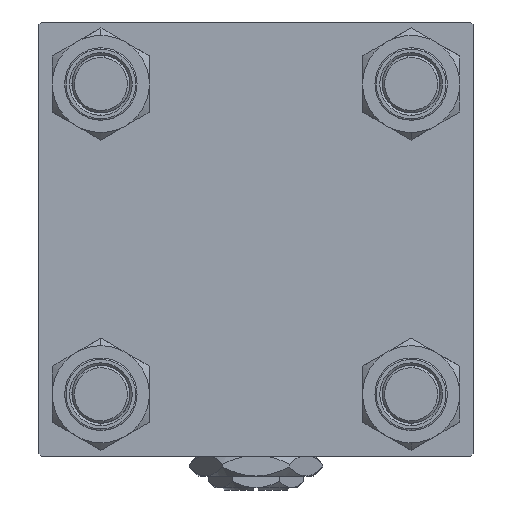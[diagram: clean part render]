
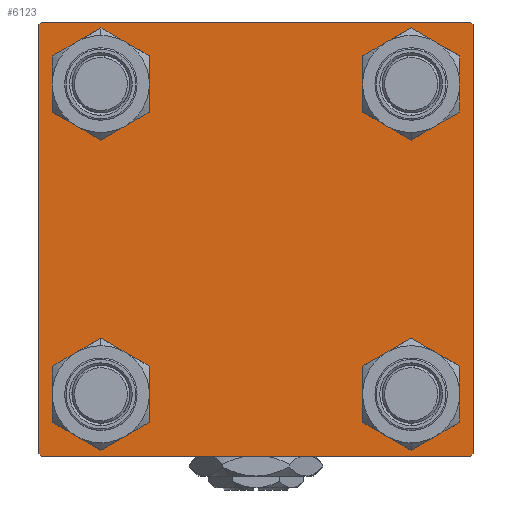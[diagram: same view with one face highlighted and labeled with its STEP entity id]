
A CAD part, left-side view. The second image highlights one B-rep face of the part: STEP entity #6123.
In plain terms, the highlighted planar face has unit normal (-1, 0, 0).
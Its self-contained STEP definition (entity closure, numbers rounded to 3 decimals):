
#375 = CARTESIAN_POINT ( 'NONE',  ( 0., 32.15, -25.65 ) ) ;
#497 = DIRECTION ( 'NONE',  ( 0., 0., 1. ) ) ;
#542 = DIRECTION ( 'NONE',  ( 1., 0., 0. ) ) ;
#695 = DIRECTION ( 'NONE',  ( 1., 0., 0. ) ) ;
#845 = VERTEX_POINT ( 'NONE', #26914 ) ;
#1084 = CIRCLE ( 'NONE', #4435, 6.5 ) ;
#1717 = CARTESIAN_POINT ( 'NONE',  ( 0., 45., -44.5 ) ) ;
#2638 = DIRECTION ( 'NONE',  ( 0., 0., 1. ) ) ;
#3313 = CARTESIAN_POINT ( 'NONE',  ( 0., 45., 45. ) ) ;
#3600 = CARTESIAN_POINT ( 'NONE',  ( 0., 32.15, 32.15 ) ) ;
#3649 = CARTESIAN_POINT ( 'NONE',  ( 0., -45., 44.5 ) ) ;
#3768 = CARTESIAN_POINT ( 'NONE',  ( 0., -32.15, -25.65 ) ) ;
#4069 = ORIENTED_EDGE ( 'NONE', *, *, #18477, .T. ) ;
#4101 = VECTOR ( 'NONE', #18151, 1000. ) ;
#4435 = AXIS2_PLACEMENT_3D ( 'NONE', #3600, #35589, #32193 ) ;
#4530 = ORIENTED_EDGE ( 'NONE', *, *, #30706, .T. ) ;
#4549 = CARTESIAN_POINT ( 'NONE',  ( 0., -45., -44.5 ) ) ;
#4576 = DIRECTION ( 'NONE',  ( 1., 0., 0. ) ) ;
#5397 = LINE ( 'NONE', #37891, #44324 ) ;
#6123 = ADVANCED_FACE ( 'NONE', ( #48829, #47342, #11438, #43417, #51531 ), #15625, .T. ) ;
#7259 = DIRECTION ( 'NONE',  ( 0., 0., -1. ) ) ;
#7264 = VERTEX_POINT ( 'NONE', #3649 ) ;
#7288 = CARTESIAN_POINT ( 'NONE',  ( 0., 45., 44.5 ) ) ;
#7307 = DIRECTION ( 'NONE',  ( 0., 0., 1. ) ) ;
#7554 = EDGE_CURVE ( 'NONE', #40320, #27254, #23511, .T. ) ;
#8108 = DIRECTION ( 'NONE',  ( 0., -1., 0. ) ) ;
#8365 = CARTESIAN_POINT ( 'NONE',  ( 0., 45., -45. ) ) ;
#8440 = VERTEX_POINT ( 'NONE', #8602 ) ;
#8602 = CARTESIAN_POINT ( 'NONE',  ( 0., -44.5, 45. ) ) ;
#8769 = AXIS2_PLACEMENT_3D ( 'NONE', #32102, #31320, #19506 ) ;
#9631 = AXIS2_PLACEMENT_3D ( 'NONE', #23105, #34908, #2638 ) ;
#9737 = DIRECTION ( 'NONE',  ( 0., 0.707, -0.707 ) ) ;
#9928 = CARTESIAN_POINT ( 'NONE',  ( 0., -32.15, 25.65 ) ) ;
#10350 = EDGE_LOOP ( 'NONE', ( #17565, #17321 ) ) ;
#10722 = DIRECTION ( 'NONE',  ( 1., 0., 0. ) ) ;
#10740 = EDGE_CURVE ( 'NONE', #45466, #40320, #17859, .T. ) ;
#10854 = ORIENTED_EDGE ( 'NONE', *, *, #7554, .T. ) ;
#11037 = EDGE_CURVE ( 'NONE', #42285, #34492, #29120, .T. ) ;
#11370 = ORIENTED_EDGE ( 'NONE', *, *, #14527, .T. ) ;
#11438 = FACE_BOUND ( 'NONE', #46609, .T. ) ;
#11552 = ORIENTED_EDGE ( 'NONE', *, *, #21984, .T. ) ;
#12353 = EDGE_LOOP ( 'NONE', ( #4530, #39744 ) ) ;
#12459 = VERTEX_POINT ( 'NONE', #28033 ) ;
#12778 = DIRECTION ( 'NONE',  ( 0., 0., 1. ) ) ;
#12959 = CARTESIAN_POINT ( 'NONE',  ( 0., -44.5, -45. ) ) ;
#13076 = CIRCLE ( 'NONE', #8769, 6.5 ) ;
#13817 = VERTEX_POINT ( 'NONE', #3768 ) ;
#14425 = VERTEX_POINT ( 'NONE', #4549 ) ;
#14527 = EDGE_CURVE ( 'NONE', #49868, #14425, #30494, .T. ) ;
#14889 = AXIS2_PLACEMENT_3D ( 'NONE', #40574, #695, #12778 ) ;
#15131 = LINE ( 'NONE', #15392, #48593 ) ;
#15144 = AXIS2_PLACEMENT_3D ( 'NONE', #31536, #542, #51431 ) ;
#15392 = CARTESIAN_POINT ( 'NONE',  ( 0., -45., 45. ) ) ;
#15625 = PLANE ( 'NONE',  #47947 ) ;
#15883 = CARTESIAN_POINT ( 'NONE',  ( 0., 0., 0. ) ) ;
#16243 = LINE ( 'NONE', #8365, #26823 ) ;
#16864 = VERTEX_POINT ( 'NONE', #40541 ) ;
#16920 = ORIENTED_EDGE ( 'NONE', *, *, #17481, .T. ) ;
#17160 = CARTESIAN_POINT ( 'NONE',  ( 0., 32.15, -32.15 ) ) ;
#17321 = ORIENTED_EDGE ( 'NONE', *, *, #26354, .T. ) ;
#17481 = EDGE_CURVE ( 'NONE', #16864, #49868, #16243, .T. ) ;
#17565 = ORIENTED_EDGE ( 'NONE', *, *, #11037, .T. ) ;
#17738 = EDGE_CURVE ( 'NONE', #7264, #14425, #15131, .T. ) ;
#17859 = LINE ( 'NONE', #25215, #18242 ) ;
#18151 = DIRECTION ( 'NONE',  ( 0., -0.707, 0.707 ) ) ;
#18242 = VECTOR ( 'NONE', #9737, 1000. ) ;
#18477 = EDGE_CURVE ( 'NONE', #21576, #845, #45308, .T. ) ;
#19113 = CARTESIAN_POINT ( 'NONE',  ( 0., 44.75, -44.75 ) ) ;
#19506 = DIRECTION ( 'NONE',  ( 0., 0., 1. ) ) ;
#20308 = EDGE_CURVE ( 'NONE', #27244, #47361, #43706, .T. ) ;
#20447 = CARTESIAN_POINT ( 'NONE',  ( 0., 32.15, -32.15 ) ) ;
#21544 = DIRECTION ( 'NONE',  ( 0., 0.707, 0.707 ) ) ;
#21576 = VERTEX_POINT ( 'NONE', #9928 ) ;
#21984 = EDGE_CURVE ( 'NONE', #47361, #27244, #43621, .T. ) ;
#22315 = CARTESIAN_POINT ( 'NONE',  ( 0., -44.75, 44.75 ) ) ;
#23037 = CIRCLE ( 'NONE', #9631, 6.5 ) ;
#23105 = CARTESIAN_POINT ( 'NONE',  ( 0., -32.15, -32.15 ) ) ;
#23511 = LINE ( 'NONE', #3313, #47036 ) ;
#24102 = ORIENTED_EDGE ( 'NONE', *, *, #20308, .T. ) ;
#24729 = CARTESIAN_POINT ( 'NONE',  ( 0., 32.15, 25.65 ) ) ;
#25215 = CARTESIAN_POINT ( 'NONE',  ( 0., 44.75, 44.75 ) ) ;
#25241 = EDGE_CURVE ( 'NONE', #27254, #16864, #30932, .T. ) ;
#26354 = EDGE_CURVE ( 'NONE', #34492, #42285, #1084, .T. ) ;
#26415 = DIRECTION ( 'NONE',  ( 0., 0., -1. ) ) ;
#26823 = VECTOR ( 'NONE', #8108, 1000. ) ;
#26914 = CARTESIAN_POINT ( 'NONE',  ( 0., -32.15, 38.65 ) ) ;
#27018 = VECTOR ( 'NONE', #35113, 1000. ) ;
#27244 = VERTEX_POINT ( 'NONE', #32963 ) ;
#27254 = VERTEX_POINT ( 'NONE', #1717 ) ;
#27734 = AXIS2_PLACEMENT_3D ( 'NONE', #17160, #4576, #27949 ) ;
#27949 = DIRECTION ( 'NONE',  ( 0., 0., 1. ) ) ;
#28033 = CARTESIAN_POINT ( 'NONE',  ( 0., -32.15, -38.65 ) ) ;
#28737 = ORIENTED_EDGE ( 'NONE', *, *, #34339, .T. ) ;
#29120 = CIRCLE ( 'NONE', #14889, 6.5 ) ;
#30048 = DIRECTION ( 'NONE',  ( 0., -1., 0. ) ) ;
#30494 = LINE ( 'NONE', #34932, #4101 ) ;
#30706 = EDGE_CURVE ( 'NONE', #13817, #12459, #23037, .T. ) ;
#30932 = LINE ( 'NONE', #19113, #27018 ) ;
#31320 = DIRECTION ( 'NONE',  ( 1., 0., 0. ) ) ;
#31536 = CARTESIAN_POINT ( 'NONE',  ( 0., -32.15, 32.15 ) ) ;
#31896 = DIRECTION ( 'NONE',  ( -1., 0., 0. ) ) ;
#32102 = CARTESIAN_POINT ( 'NONE',  ( 0., -32.15, 32.15 ) ) ;
#32193 = DIRECTION ( 'NONE',  ( 0., 0., 1. ) ) ;
#32399 = VECTOR ( 'NONE', #21544, 1000. ) ;
#32963 = CARTESIAN_POINT ( 'NONE',  ( 0., 32.15, -38.65 ) ) ;
#33098 = ORIENTED_EDGE ( 'NONE', *, *, #25241, .T. ) ;
#34339 = EDGE_CURVE ( 'NONE', #845, #21576, #13076, .T. ) ;
#34492 = VERTEX_POINT ( 'NONE', #24729 ) ;
#34849 = CARTESIAN_POINT ( 'NONE',  ( 0., -32.15, -32.15 ) ) ;
#34908 = DIRECTION ( 'NONE',  ( 1., 0., 0. ) ) ;
#34932 = CARTESIAN_POINT ( 'NONE',  ( 0., -44.75, -44.75 ) ) ;
#35037 = CARTESIAN_POINT ( 'NONE',  ( 0., 32.15, 38.65 ) ) ;
#35113 = DIRECTION ( 'NONE',  ( 0., -0.707, -0.707 ) ) ;
#35589 = DIRECTION ( 'NONE',  ( 1., 0., 0. ) ) ;
#36434 = DIRECTION ( 'NONE',  ( 1., 0., 0. ) ) ;
#36670 = ORIENTED_EDGE ( 'NONE', *, *, #41820, .T. ) ;
#37067 = EDGE_LOOP ( 'NONE', ( #10854, #33098, #16920, #11370, #42096, #36670, #43968, #38106 ) ) ;
#37788 = LINE ( 'NONE', #22315, #32399 ) ;
#37891 = CARTESIAN_POINT ( 'NONE',  ( 0., 45., 45. ) ) ;
#38106 = ORIENTED_EDGE ( 'NONE', *, *, #10740, .T. ) ;
#39744 = ORIENTED_EDGE ( 'NONE', *, *, #44524, .T. ) ;
#40320 = VERTEX_POINT ( 'NONE', #7288 ) ;
#40541 = CARTESIAN_POINT ( 'NONE',  ( 0., 44.5, -45. ) ) ;
#40574 = CARTESIAN_POINT ( 'NONE',  ( 0., 32.15, 32.15 ) ) ;
#41820 = EDGE_CURVE ( 'NONE', #7264, #8440, #37788, .T. ) ;
#42096 = ORIENTED_EDGE ( 'NONE', *, *, #17738, .F. ) ;
#42285 = VERTEX_POINT ( 'NONE', #35037 ) ;
#43417 = FACE_BOUND ( 'NONE', #10350, .T. ) ;
#43621 = CIRCLE ( 'NONE', #27734, 6.5 ) ;
#43706 = CIRCLE ( 'NONE', #49576, 6.5 ) ;
#43968 = ORIENTED_EDGE ( 'NONE', *, *, #50643, .F. ) ;
#44210 = CIRCLE ( 'NONE', #50034, 6.5 ) ;
#44324 = VECTOR ( 'NONE', #30048, 1000. ) ;
#44524 = EDGE_CURVE ( 'NONE', #12459, #13817, #44210, .T. ) ;
#45308 = CIRCLE ( 'NONE', #15144, 6.5 ) ;
#45466 = VERTEX_POINT ( 'NONE', #48475 ) ;
#46453 = EDGE_LOOP ( 'NONE', ( #28737, #4069 ) ) ;
#46609 = EDGE_LOOP ( 'NONE', ( #11552, #24102 ) ) ;
#47036 = VECTOR ( 'NONE', #7259, 1000. ) ;
#47342 = FACE_BOUND ( 'NONE', #12353, .T. ) ;
#47361 = VERTEX_POINT ( 'NONE', #375 ) ;
#47866 = DIRECTION ( 'NONE',  ( 0., 0., 1. ) ) ;
#47947 = AXIS2_PLACEMENT_3D ( 'NONE', #15883, #31896, #47866 ) ;
#48475 = CARTESIAN_POINT ( 'NONE',  ( 0., 44.5, 45. ) ) ;
#48593 = VECTOR ( 'NONE', #26415, 1000. ) ;
#48829 = FACE_BOUND ( 'NONE', #46453, .T. ) ;
#49576 = AXIS2_PLACEMENT_3D ( 'NONE', #20447, #36434, #497 ) ;
#49868 = VERTEX_POINT ( 'NONE', #12959 ) ;
#50034 = AXIS2_PLACEMENT_3D ( 'NONE', #34849, #10722, #7307 ) ;
#50643 = EDGE_CURVE ( 'NONE', #45466, #8440, #5397, .T. ) ;
#51431 = DIRECTION ( 'NONE',  ( 0., 0., 1. ) ) ;
#51531 = FACE_OUTER_BOUND ( 'NONE', #37067, .T. ) ;
